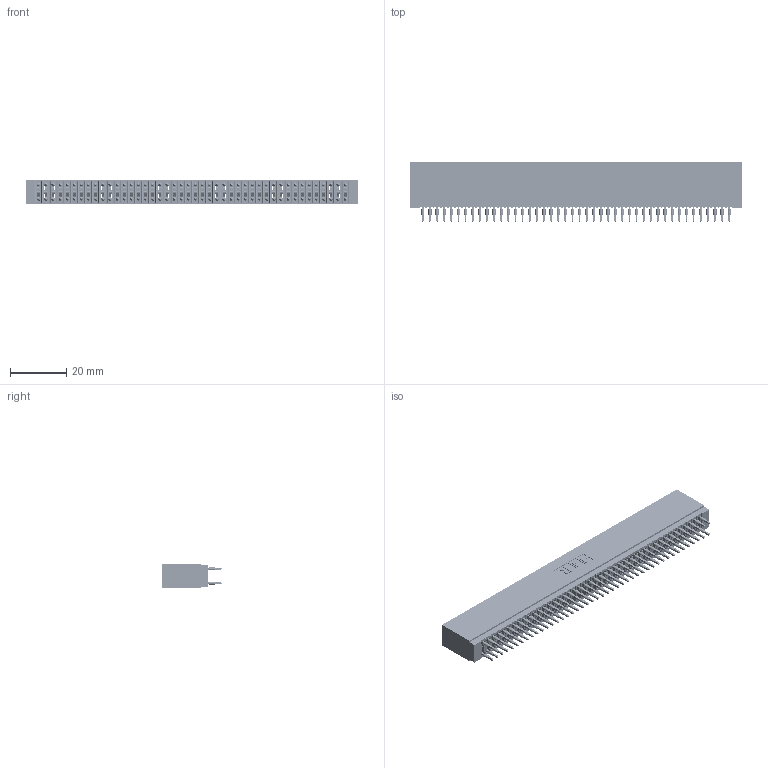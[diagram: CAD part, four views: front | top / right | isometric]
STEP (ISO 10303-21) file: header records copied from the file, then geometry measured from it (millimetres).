
FILE_DESCRIPTION (( 'STEP AP203' ), '1' );
FILE_NAME ('745-088-560-201.STEP', '2026-02-26T22:20:54', ( '' ), ( '' ), 'SwSTEP 2.0', 'SolidWorks 2023', '' );
FILE_SCHEMA (( 'CONFIG_CONTROL_DESIGN' ));
Length unit declared in the file: millimetre
Products named in the file (3): 745 Part_Insulator Option - 01; 745-292-001_560; 745-088-560-201
Assembly tree (89 placements, depth 2):
  745-088-560-201
    745 Part_Insulator Option - 01
    745-292-001_560  x88
Bounding box: 118.36 x 21.22 x 8.89 mm (x, y, z)
Volume: 10973.4 mm3; surface area: 23741.9 mm2
Topology: 89 solids, 89 shells, 8763 faces, 23974 edges, 15220 vertices
Faces by surface type: plane 4543, cylinder 1932, bspline 1760, torus 528
Entity records: 74125 total; most frequent: CARTESIAN_POINT 13361, ORIENTED_EDGE 12800, DIRECTION 11184, EDGE_CURVE 6400, VECTOR 5946, LINE 5946, VERTEX_POINT 4084, AXIS2_PLACEMENT_3D 2619
